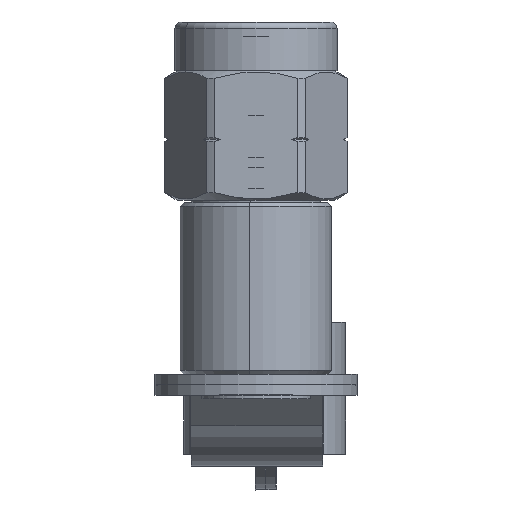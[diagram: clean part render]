
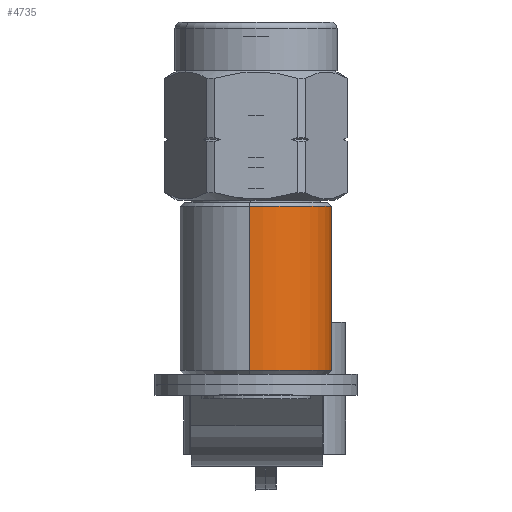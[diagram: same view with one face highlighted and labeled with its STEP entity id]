
A CAD part, top view. The second image highlights one B-rep face of the part: STEP entity #4735.
In plain terms, the highlighted cylindrical face has radius 3.75 mm (diameter 7.5 mm), a partial arc.
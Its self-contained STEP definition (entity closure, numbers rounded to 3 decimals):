
#137 = EDGE_LOOP ( 'NONE', ( #8790, #7221, #5356, #6296 ) ) ;
#177 = EDGE_CURVE ( 'NONE', #5108, #2107, #2458, .T. ) ;
#286 = VERTEX_POINT ( 'NONE', #663 ) ;
#524 = EDGE_CURVE ( 'NONE', #5108, #2039, #3293, .T. ) ;
#537 = LINE ( 'NONE', #6452, #9048 ) ;
#630 = AXIS2_PLACEMENT_3D ( 'NONE', #3977, #6967, #7018 ) ;
#663 = CARTESIAN_POINT ( 'NONE',  ( 0.316, -0.3, -7.737 ) ) ;
#961 = DIRECTION ( 'NONE',  ( 0., 1., 0. ) ) ;
#1059 = CIRCLE ( 'NONE', #8997, 3.75 ) ;
#2035 = CARTESIAN_POINT ( 'NONE',  ( 0., -8.4, -4. ) ) ;
#2039 = VERTEX_POINT ( 'NONE', #3356 ) ;
#2107 = VERTEX_POINT ( 'NONE', #8961 ) ;
#2458 = LINE ( 'NONE', #8525, #2700 ) ;
#2554 = EDGE_CURVE ( 'NONE', #286, #2107, #1059, .T. ) ;
#2624 = CARTESIAN_POINT ( 'NONE',  ( -0.316, -8.4, -0.263 ) ) ;
#2700 = VECTOR ( 'NONE', #961, 1000. ) ;
#2774 = DIRECTION ( 'NONE',  ( 0., 1., 0. ) ) ;
#3293 = CIRCLE ( 'NONE', #8851, 3.75 ) ;
#3356 = CARTESIAN_POINT ( 'NONE',  ( 0.316, -8.4, -7.737 ) ) ;
#3521 = DIRECTION ( 'NONE',  ( 0.084, 0., -0.996 ) ) ;
#3928 = CYLINDRICAL_SURFACE ( 'NONE', #630, 3.75 ) ;
#3977 = CARTESIAN_POINT ( 'NONE',  ( 0., -8.6, -4. ) ) ;
#4735 = ADVANCED_FACE ( 'NONE', ( #7912 ), #3928, .T. ) ;
#5108 = VERTEX_POINT ( 'NONE', #2624 ) ;
#5118 = CARTESIAN_POINT ( 'NONE',  ( 0., -0.3, -4. ) ) ;
#5184 = EDGE_CURVE ( 'NONE', #2039, #286, #537, .T. ) ;
#5356 = ORIENTED_EDGE ( 'NONE', *, *, #2554, .T. ) ;
#6296 = ORIENTED_EDGE ( 'NONE', *, *, #177, .F. ) ;
#6452 = CARTESIAN_POINT ( 'NONE',  ( 0.316, -8.6, -7.737 ) ) ;
#6967 = DIRECTION ( 'NONE',  ( 0., 1., 0. ) ) ;
#7018 = DIRECTION ( 'NONE',  ( -0.084, 0., 0.996 ) ) ;
#7221 = ORIENTED_EDGE ( 'NONE', *, *, #5184, .T. ) ;
#7463 = DIRECTION ( 'NONE',  ( 0.084, 0., -0.996 ) ) ;
#7912 = FACE_OUTER_BOUND ( 'NONE', #137, .T. ) ;
#7951 = DIRECTION ( 'NONE',  ( 0., 1., 0. ) ) ;
#8024 = DIRECTION ( 'NONE',  ( 0., -1., 0. ) ) ;
#8525 = CARTESIAN_POINT ( 'NONE',  ( -0.316, -8.6, -0.263 ) ) ;
#8790 = ORIENTED_EDGE ( 'NONE', *, *, #524, .T. ) ;
#8851 = AXIS2_PLACEMENT_3D ( 'NONE', #2035, #7951, #3521 ) ;
#8961 = CARTESIAN_POINT ( 'NONE',  ( -0.316, -0.3, -0.263 ) ) ;
#8997 = AXIS2_PLACEMENT_3D ( 'NONE', #5118, #8024, #7463 ) ;
#9048 = VECTOR ( 'NONE', #2774, 1000. ) ;
